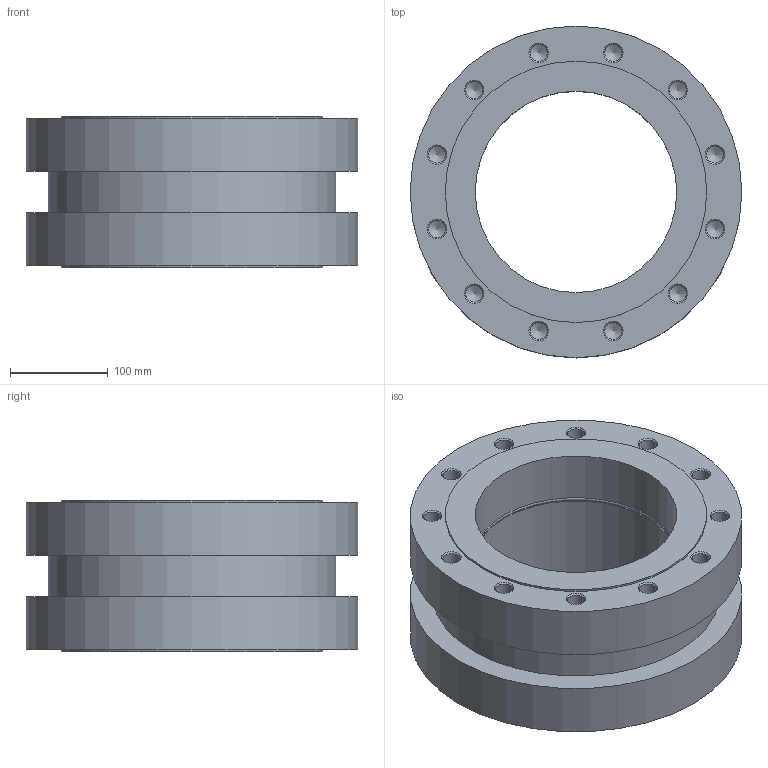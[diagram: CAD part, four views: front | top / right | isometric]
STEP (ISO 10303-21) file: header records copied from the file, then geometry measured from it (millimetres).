
FILE_DESCRIPTION(/* description */ ('STEP AP203'),/* implementation_level */ '2;1');
FILE_NAME(/* name */ 'Swivel Joint DGN-F 200',/* time_stamp */ '2024-11-08T11:59:59+01:00',/* author */ ('License CC BY-ND 4.0'),/* organization */ ('CADENAS'),/* preprocessor_version */ 'ST-DEVELOPER v19.3',/* originating_system */ 'PARTsolutions',/* authorisation */ ' ');
FILE_SCHEMA (('CONFIG_CONTROL_DESIGN'));
Length unit declared in the file: millimetre
Products named in the file (1): Rohrdrehgelenk DGN-F 200
Bounding box: 340 x 340 x 155 mm (x, y, z)
Volume: 7561073.6 mm3; surface area: 473067.4 mm2
Topology: 1 solids, 1 shells, 87 faces, 202 edges, 123 vertices
Faces by surface type: cone 47, cylinder 31, plane 8, torus 1
Full cylindrical faces by diameter (mm): 17.294 x24, 206.5 x2, 268 x2, 295 x1, 340 x2
Entity records: 2477 total; most frequent: DIRECTION 350, CARTESIAN_POINT 286, FACE_BOUND 198, AXIS2_PLACEMENT_3D 175, ORIENTED_EDGE 174, EDGE_LOOP 174, VERTEX_POINT 111, EDGE_CURVE 87
